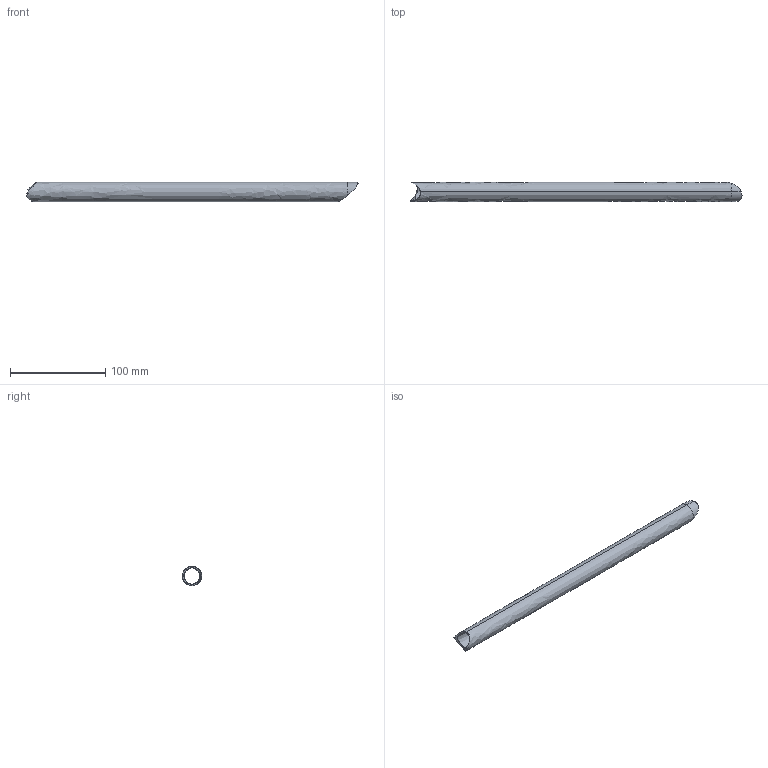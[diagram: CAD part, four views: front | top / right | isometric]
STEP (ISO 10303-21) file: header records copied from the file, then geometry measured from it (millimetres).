
FILE_DESCRIPTION(('CATIA V5 STEP Exchange'),'2;1');
FILE_NAME('50.stp','2018-12-06T15:53:58+00:00',('none'),('none'),'CATIA Version 5 Release 19 SP 2 (IN-10)','CATIA V5 STEP AP203','none');
FILE_SCHEMA(('CONFIG_CONTROL_DESIGN'));
Length unit declared in the file: millimetre
Products named in the file (1): Symmetry of Shape_739
Bounding box: 348.05 x 20 x 20.01 mm (x, y, z)
Volume: 28792.2 mm3; surface area: 38684.2 mm2
Topology: 1 solids, 1 shells, 16 faces, 42 edges, 27 vertices
Faces by surface type: bspline 8, cylinder 7, plane 1
Entity records: 968 total; most frequent: CARTESIAN_POINT 637, ORIENTED_EDGE 84, EDGE_CURVE 42, VERTEX_POINT 27, B_SPLINE_CURVE_WITH_KNOTS 26, DIRECTION 23, EDGE_LOOP 17, ADVANCED_FACE 16
